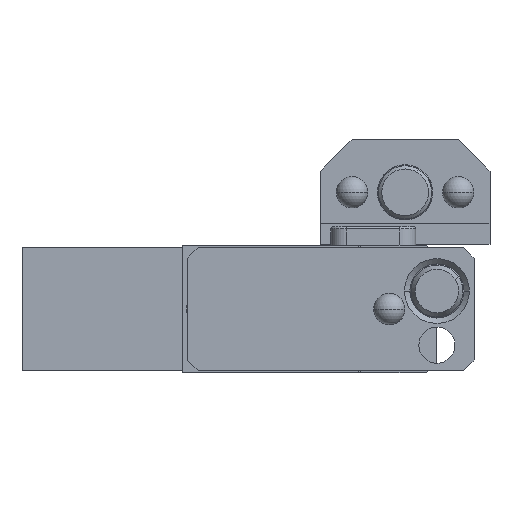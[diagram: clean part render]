
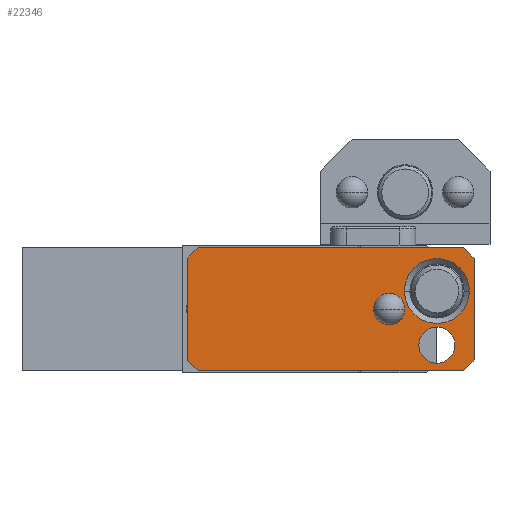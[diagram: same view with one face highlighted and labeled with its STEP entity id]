
A CAD part, front view. The second image highlights one B-rep face of the part: STEP entity #22346.
In plain terms, the highlighted face is planar.
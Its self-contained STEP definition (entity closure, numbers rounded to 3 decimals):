
#170 = CARTESIAN_POINT ( 'NONE',  ( -5.5, 0., 0. ) ) ;
#188 = CIRCLE ( 'NONE', #10660, 3.05 ) ;
#254 = VECTOR ( 'NONE', #2844, 1000. ) ;
#269 = VERTEX_POINT ( 'NONE', #27185 ) ;
#345 = ORIENTED_EDGE ( 'NONE', *, *, #26648, .T. ) ;
#521 = EDGE_CURVE ( 'NONE', #269, #24299, #1411, .T. ) ;
#524 = CARTESIAN_POINT ( 'NONE',  ( -4.02, 0., 0. ) ) ;
#566 = CARTESIAN_POINT ( 'NONE',  ( -12.5, -5.8, 0. ) ) ;
#883 = AXIS2_PLACEMENT_3D ( 'NONE', #170, #10488, #25436 ) ;
#905 = AXIS2_PLACEMENT_3D ( 'NONE', #31095, #16175, #5863 ) ;
#1034 = CARTESIAN_POINT ( 'NONE',  ( -5.5, 0., 0. ) ) ;
#1411 = LINE ( 'NONE', #24057, #13264 ) ;
#1758 = VERTEX_POINT ( 'NONE', #20681 ) ;
#1895 = DIRECTION ( 'NONE',  ( -0.707, -0.707, 0. ) ) ;
#2378 = CARTESIAN_POINT ( 'NONE',  ( -8.3, -3.4, 0. ) ) ;
#2696 = LINE ( 'NONE', #27599, #254 ) ;
#2844 = DIRECTION ( 'NONE',  ( 0., -1., 0. ) ) ;
#3357 = DIRECTION ( 'NONE',  ( -0.707, 0.707, 0. ) ) ;
#3631 = DIRECTION ( 'NONE',  ( 1., 0., 0. ) ) ;
#3671 = VERTEX_POINT ( 'NONE', #24777 ) ;
#4041 = EDGE_CURVE ( 'NONE', #31278, #24299, #22918, .T. ) ;
#4220 = CARTESIAN_POINT ( 'NONE',  ( -6.95, 1.7, 0. ) ) ;
#4239 = VECTOR ( 'NONE', #1895, 1000. ) ;
#5028 = VECTOR ( 'NONE', #3357, 1000. ) ;
#5218 = VECTOR ( 'NONE', #8173, 1000. ) ;
#5300 = ORIENTED_EDGE ( 'NONE', *, *, #15165, .T. ) ;
#5406 = ORIENTED_EDGE ( 'NONE', *, *, #5574, .F. ) ;
#5461 = DIRECTION ( 'NONE',  ( -1., 0., 0. ) ) ;
#5560 = CARTESIAN_POINT ( 'NONE',  ( -13.5, -5.8, 0. ) ) ;
#5574 = EDGE_CURVE ( 'NONE', #3671, #27394, #31004, .T. ) ;
#5619 = CARTESIAN_POINT ( 'NONE',  ( -10., 1.7, 0. ) ) ;
#5863 = DIRECTION ( 'NONE',  ( 1., 0., 0. ) ) ;
#6023 = EDGE_CURVE ( 'NONE', #19541, #10031, #30488, .T. ) ;
#6179 = AXIS2_PLACEMENT_3D ( 'NONE', #5619, #12646, #5461 ) ;
#6681 = CIRCLE ( 'NONE', #18673, 1.48 ) ;
#6691 = CIRCLE ( 'NONE', #17619, 1.7 ) ;
#6981 = CARTESIAN_POINT ( 'NONE',  ( -6.98, 0., 0. ) ) ;
#7581 = ORIENTED_EDGE ( 'NONE', *, *, #23563, .T. ) ;
#7698 = CIRCLE ( 'NONE', #6179, 3.05 ) ;
#8173 = DIRECTION ( 'NONE',  ( 0., 1., 0. ) ) ;
#9852 = LINE ( 'NONE', #27103, #19269 ) ;
#10031 = VERTEX_POINT ( 'NONE', #13495 ) ;
#10134 = EDGE_CURVE ( 'NONE', #13430, #16152, #6681, .T. ) ;
#10234 = CARTESIAN_POINT ( 'NONE',  ( -13.5, 4.8, 0. ) ) ;
#10363 = EDGE_CURVE ( 'NONE', #16152, #13430, #22870, .T. ) ;
#10401 = EDGE_CURVE ( 'NONE', #30336, #28558, #7698, .T. ) ;
#10488 = DIRECTION ( 'NONE',  ( 0., 0., 1. ) ) ;
#10660 = AXIS2_PLACEMENT_3D ( 'NONE', #21566, #31316, #18634 ) ;
#10694 = EDGE_CURVE ( 'NONE', #28558, #30336, #188, .T. ) ;
#11136 = PLANE ( 'NONE',  #18748 ) ;
#11161 = ORIENTED_EDGE ( 'NONE', *, *, #10694, .F. ) ;
#11583 = VERTEX_POINT ( 'NONE', #26569 ) ;
#12077 = FACE_OUTER_BOUND ( 'NONE', #21762, .T. ) ;
#12646 = DIRECTION ( 'NONE',  ( 0., 0., -1. ) ) ;
#13078 = ORIENTED_EDGE ( 'NONE', *, *, #6023, .F. ) ;
#13264 = VECTOR ( 'NONE', #18940, 1000. ) ;
#13430 = VERTEX_POINT ( 'NONE', #6981 ) ;
#13495 = CARTESIAN_POINT ( 'NONE',  ( 12.5, -5.8, 0. ) ) ;
#13584 = DIRECTION ( 'NONE',  ( 0., 0., 1. ) ) ;
#13775 = FACE_BOUND ( 'NONE', #29216, .T. ) ;
#14039 = CARTESIAN_POINT ( 'NONE',  ( 13.5, -4.8, 0. ) ) ;
#14699 = CARTESIAN_POINT ( 'NONE',  ( -12.5, -5.8, 0. ) ) ;
#15165 = EDGE_CURVE ( 'NONE', #3671, #10031, #29292, .T. ) ;
#15883 = EDGE_CURVE ( 'NONE', #19541, #11583, #18427, .T. ) ;
#15899 = CARTESIAN_POINT ( 'NONE',  ( 13.5, 5.8, 0. ) ) ;
#15948 = EDGE_LOOP ( 'NONE', ( #31104, #23152 ) ) ;
#16137 = DIRECTION ( 'NONE',  ( 1., 0., 0. ) ) ;
#16152 = VERTEX_POINT ( 'NONE', #524 ) ;
#16175 = DIRECTION ( 'NONE',  ( 0., 0., 1. ) ) ;
#16529 = CARTESIAN_POINT ( 'NONE',  ( -13.05, 1.7, 0. ) ) ;
#16625 = CIRCLE ( 'NONE', #905, 1.7 ) ;
#17619 = AXIS2_PLACEMENT_3D ( 'NONE', #26066, #13584, #20599 ) ;
#18371 = VERTEX_POINT ( 'NONE', #2378 ) ;
#18427 = LINE ( 'NONE', #566, #5028 ) ;
#18634 = DIRECTION ( 'NONE',  ( -1., 0., 0. ) ) ;
#18673 = AXIS2_PLACEMENT_3D ( 'NONE', #1034, #23834, #16137 ) ;
#18748 = AXIS2_PLACEMENT_3D ( 'NONE', #21719, #31018, #3631 ) ;
#18940 = DIRECTION ( 'NONE',  ( -1., 0., 0. ) ) ;
#19269 = VECTOR ( 'NONE', #19857, 1000. ) ;
#19520 = CARTESIAN_POINT ( 'NONE',  ( 13.5, 4.8, 0. ) ) ;
#19541 = VERTEX_POINT ( 'NONE', #14699 ) ;
#19857 = DIRECTION ( 'NONE',  ( 0.707, -0.707, 0. ) ) ;
#20438 = CARTESIAN_POINT ( 'NONE',  ( -13.5, 4.8, 0. ) ) ;
#20599 = DIRECTION ( 'NONE',  ( 1., 0., 0. ) ) ;
#20681 = CARTESIAN_POINT ( 'NONE',  ( -11.7, -3.4, 0. ) ) ;
#21564 = EDGE_CURVE ( 'NONE', #18371, #1758, #16625, .T. ) ;
#21566 = CARTESIAN_POINT ( 'NONE',  ( -10., 1.7, 0. ) ) ;
#21719 = CARTESIAN_POINT ( 'NONE',  ( 0., 0., 0. ) ) ;
#21762 = EDGE_LOOP ( 'NONE', ( #5406, #5300, #13078, #25550, #26738, #23046, #29324, #7581 ) ) ;
#22346 = ADVANCED_FACE ( 'NONE', ( #13775, #28708, #23792, #12077 ), #11136, .F. ) ;
#22870 = CIRCLE ( 'NONE', #883, 1.48 ) ;
#22918 = LINE ( 'NONE', #20438, #31576 ) ;
#23042 = EDGE_LOOP ( 'NONE', ( #11161, #29113 ) ) ;
#23046 = ORIENTED_EDGE ( 'NONE', *, *, #4041, .T. ) ;
#23152 = ORIENTED_EDGE ( 'NONE', *, *, #10134, .T. ) ;
#23541 = VECTOR ( 'NONE', #25555, 1000. ) ;
#23563 = EDGE_CURVE ( 'NONE', #269, #27394, #9852, .T. ) ;
#23792 = FACE_BOUND ( 'NONE', #15948, .T. ) ;
#23834 = DIRECTION ( 'NONE',  ( 0., 0., 1. ) ) ;
#24057 = CARTESIAN_POINT ( 'NONE',  ( -13.5, 5.8, 0. ) ) ;
#24299 = VERTEX_POINT ( 'NONE', #27074 ) ;
#24777 = CARTESIAN_POINT ( 'NONE',  ( 13.5, -4.8, 0. ) ) ;
#24859 = EDGE_CURVE ( 'NONE', #31278, #11583, #2696, .T. ) ;
#25436 = DIRECTION ( 'NONE',  ( 1., 0., 0. ) ) ;
#25550 = ORIENTED_EDGE ( 'NONE', *, *, #15883, .T. ) ;
#25555 = DIRECTION ( 'NONE',  ( 1., 0., 0. ) ) ;
#26066 = CARTESIAN_POINT ( 'NONE',  ( -10., -3.4, 0. ) ) ;
#26569 = CARTESIAN_POINT ( 'NONE',  ( -13.5, -4.8, 0. ) ) ;
#26648 = EDGE_CURVE ( 'NONE', #1758, #18371, #6691, .T. ) ;
#26738 = ORIENTED_EDGE ( 'NONE', *, *, #24859, .F. ) ;
#27074 = CARTESIAN_POINT ( 'NONE',  ( -12.5, 5.8, 0. ) ) ;
#27103 = CARTESIAN_POINT ( 'NONE',  ( 12.5, 5.8, 0. ) ) ;
#27185 = CARTESIAN_POINT ( 'NONE',  ( 12.5, 5.8, 0. ) ) ;
#27300 = ORIENTED_EDGE ( 'NONE', *, *, #21564, .T. ) ;
#27394 = VERTEX_POINT ( 'NONE', #19520 ) ;
#27599 = CARTESIAN_POINT ( 'NONE',  ( -13.5, 5.8, 0. ) ) ;
#28558 = VERTEX_POINT ( 'NONE', #16529 ) ;
#28708 = FACE_BOUND ( 'NONE', #23042, .T. ) ;
#29113 = ORIENTED_EDGE ( 'NONE', *, *, #10401, .F. ) ;
#29216 = EDGE_LOOP ( 'NONE', ( #27300, #345 ) ) ;
#29292 = LINE ( 'NONE', #14039, #4239 ) ;
#29324 = ORIENTED_EDGE ( 'NONE', *, *, #521, .F. ) ;
#30130 = DIRECTION ( 'NONE',  ( 0.707, 0.707, 0. ) ) ;
#30336 = VERTEX_POINT ( 'NONE', #4220 ) ;
#30488 = LINE ( 'NONE', #5560, #23541 ) ;
#31004 = LINE ( 'NONE', #15899, #5218 ) ;
#31018 = DIRECTION ( 'NONE',  ( 0., 0., 1. ) ) ;
#31095 = CARTESIAN_POINT ( 'NONE',  ( -10., -3.4, 0. ) ) ;
#31104 = ORIENTED_EDGE ( 'NONE', *, *, #10363, .T. ) ;
#31278 = VERTEX_POINT ( 'NONE', #10234 ) ;
#31316 = DIRECTION ( 'NONE',  ( 0., 0., -1. ) ) ;
#31576 = VECTOR ( 'NONE', #30130, 1000. ) ;
